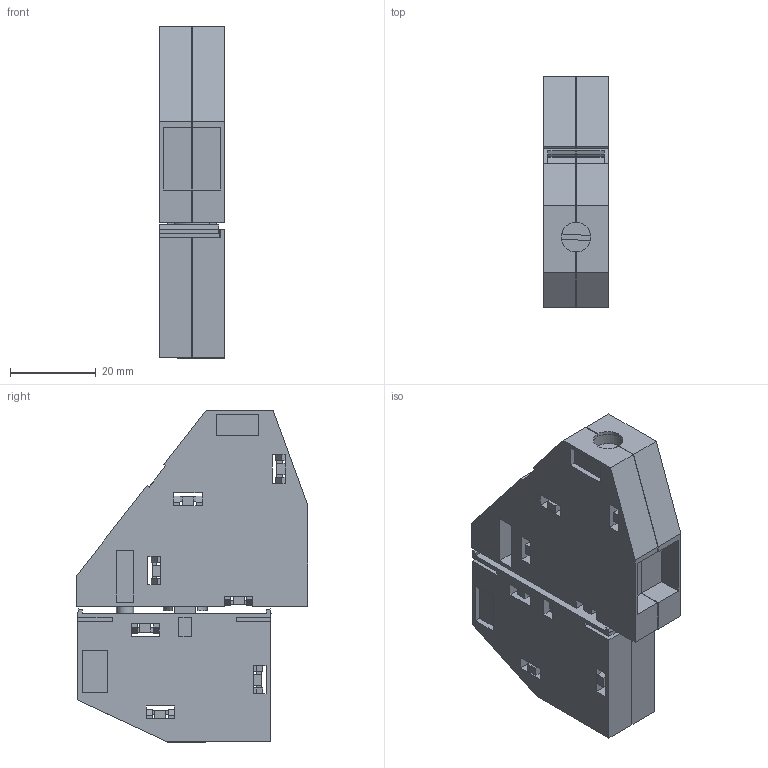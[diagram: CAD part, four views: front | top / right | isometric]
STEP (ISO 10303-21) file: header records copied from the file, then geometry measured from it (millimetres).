
FILE_DESCRIPTION(('CATIA V5 STEP Exchange','CAx-IF Rec.Pracs.--- Model Styling and Organization---1.2---2011-12-15'),'2;1');
FILE_NAME ('D1462311_0', '2017-07-20T12:44:52+00:00', ('none'), ('Weidmueller'), 'CATIA Version 5-6 Release 2014', 'CATIA V5 STEP AP214', 'none');
FILE_SCHEMA(('AUTOMOTIVE_DESIGN { 1 0 10303 214 1 1 1 1 }'));
Length unit declared in the file: millimetre
Products named in the file (1): 2444830000
Bounding box: 15.1 x 54 x 77.35 mm (x, y, z)
Volume: 40318.7 mm3; surface area: 17646 mm2
Topology: 4 solids, 4 shells, 577 faces, 1587 edges, 1061 vertices
Faces by surface type: plane 523, cylinder 54
Entity records: 17699 total; most frequent: CARTESIAN_POINT 3176, ORIENTED_EDGE 3174, DIRECTION 2333, EDGE_CURVE 1587, VECTOR 1471, LINE 1471, VERTEX_POINT 1061, EDGE_LOOP 632
